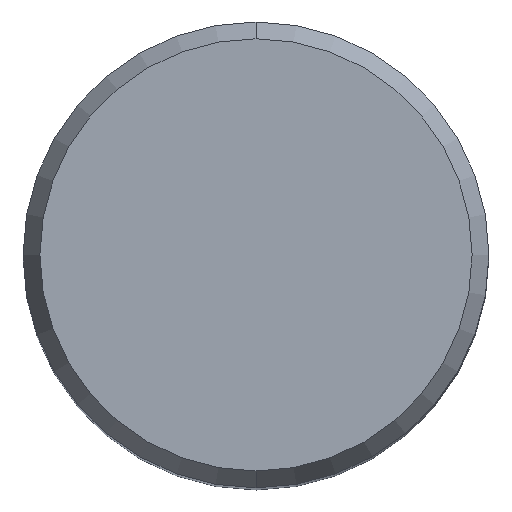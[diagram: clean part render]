
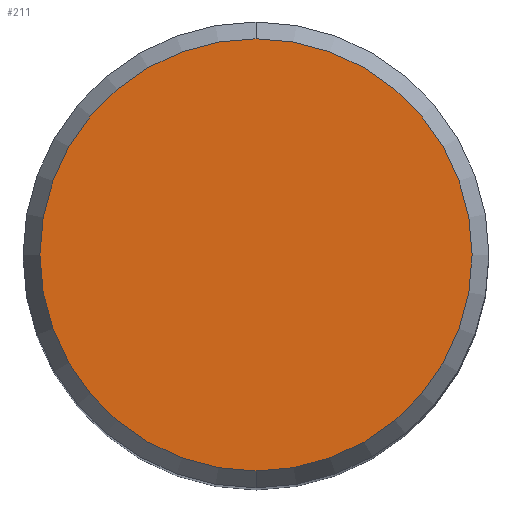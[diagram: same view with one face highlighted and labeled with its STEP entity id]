
A CAD part, top view. The second image highlights one B-rep face of the part: STEP entity #211.
In plain terms, the highlighted planar face has unit normal (0, 0, 1).
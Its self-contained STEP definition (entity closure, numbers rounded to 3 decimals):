
#121=VERTEX_POINT('',#273);
#143=EDGE_CURVE('',#227,#121,#296,.T.);
#179=EDGE_CURVE('',#121,#227,#338,.T.);
#211=ADVANCED_FACE('',(#374),#375,.T.);
#227=VERTEX_POINT('',#394);
#273=CARTESIAN_POINT('',(0.,-8.837,0.0));
#296=CIRCLE('',#465,8.837);
#338=CIRCLE('',#523,8.837);
#374=FACE_OUTER_BOUND('',#571,.T.);
#375=PLANE('',#572);
#394=CARTESIAN_POINT('',(0.0,8.837,0.0));
#465=AXIS2_PLACEMENT_3D('',#642,#643,#644);
#523=AXIS2_PLACEMENT_3D('',#708,#709,#710);
#571=EDGE_LOOP('',(#752,#753));
#572=AXIS2_PLACEMENT_3D('',#754,#755,#756);
#642=CARTESIAN_POINT('',(0.0,0.0,0.0));
#643=DIRECTION('',(0.0,0.0,-1.0));
#644=DIRECTION('',(0.0,1.0,0.0));
#708=CARTESIAN_POINT('',(0.0,0.0,0.0));
#709=DIRECTION('',(0.0,0.0,-1.0));
#710=DIRECTION('',(0.0,1.0,0.0));
#752=ORIENTED_EDGE('',*,*,#143,.F.);
#753=ORIENTED_EDGE('',*,*,#179,.F.);
#754=CARTESIAN_POINT('',(0.0,4.419,0.0));
#755=DIRECTION('',(-0.0,0.0,1.0));
#756=DIRECTION('',(0.0,-1.0,0.0));
